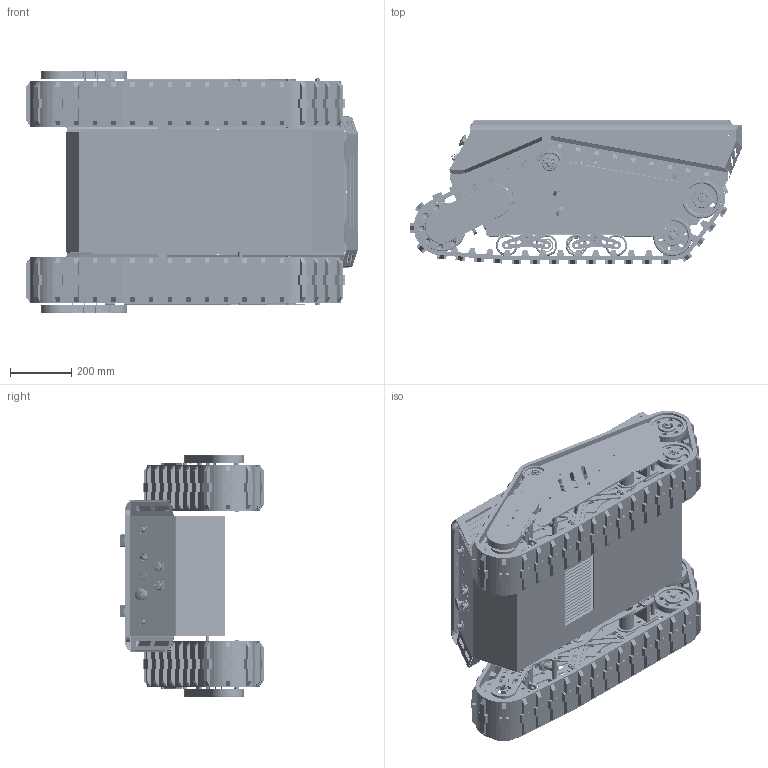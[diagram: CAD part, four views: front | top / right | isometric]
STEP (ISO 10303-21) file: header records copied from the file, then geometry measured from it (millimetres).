
FILE_DESCRIPTION (( 'STEP AP203' ), '1' );
FILE_NAME ('Bunker Pro 2.0勤俋耀倰-20250425.STEP', '2025-04-25T09:19:13', ( '' ), ( '' ), 'SwSTEP 2.0', 'SolidWorks 2019', '' );
FILE_SCHEMA (( 'CONFIG_CONTROL_DESIGN' ));
Products named in the file (1): Bunker Pro 2.0勤俋耀倰-20250425
Bounding box: 1080.82 x 467.26 x 788.5 mm (x, y, z)
Surface area: 8268607.6 mm2 (no closed solid volume)
Topology: 0 solids, 531 shells, 4329 faces, 17959 edges, 13827 vertices
Faces by surface type: plane 2297, cylinder 1377, cone 277, torus 256, bspline 106, sphere 16
Entity records: 220976 total; most frequent: CARTESIAN_POINT 76751, DIRECTION 29413, ORIENTED_EDGE 25529, EDGE_CURVE 17913, VERTEX_POINT 13799, AXIS2_PLACEMENT_3D 10018, VECTOR 9377, LINE 9377
